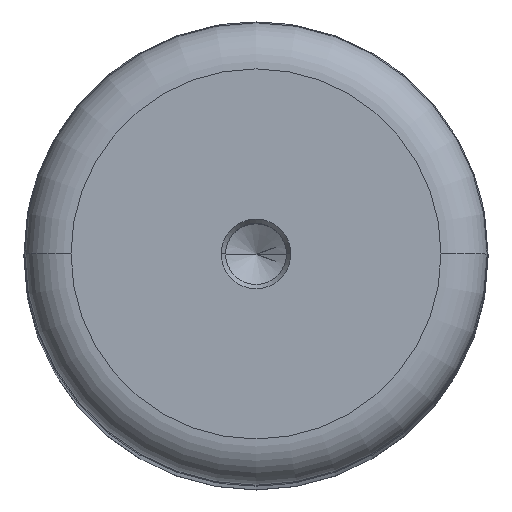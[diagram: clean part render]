
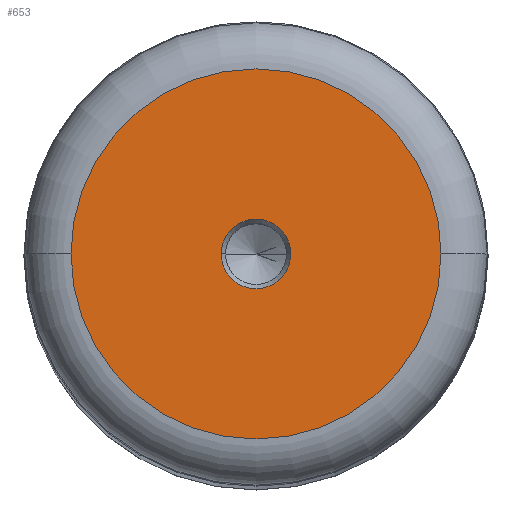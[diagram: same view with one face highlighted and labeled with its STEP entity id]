
A CAD part, top view. The second image highlights one B-rep face of the part: STEP entity #653.
In plain terms, the highlighted planar face has unit normal (0, 0, 1).
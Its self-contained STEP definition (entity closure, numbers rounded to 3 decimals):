
#60 = AXIS2_PLACEMENT_3D ( 'NONE', #719, #71, #251 ) ;
#64 = FACE_OUTER_BOUND ( 'NONE', #350, .T. ) ;
#71 = DIRECTION ( 'NONE',  ( 0., 0., 1. ) ) ;
#77 = AXIS2_PLACEMENT_3D ( 'NONE', #578, #411, #758 ) ;
#89 = CIRCLE ( 'NONE', #60, 31.897 ) ;
#125 = CARTESIAN_POINT ( 'NONE',  ( -31.897, 0., 400. ) ) ;
#176 = EDGE_CURVE ( 'NONE', #212, #618, #223, .T. ) ;
#178 = ORIENTED_EDGE ( 'NONE', *, *, #372, .T. ) ;
#187 = DIRECTION ( 'NONE',  ( 1., 0., 0. ) ) ;
#203 = AXIS2_PLACEMENT_3D ( 'NONE', #234, #420, #477 ) ;
#209 = AXIS2_PLACEMENT_3D ( 'NONE', #276, #676, #501 ) ;
#212 = VERTEX_POINT ( 'NONE', #296 ) ;
#223 = CIRCLE ( 'NONE', #203, 6. ) ;
#234 = CARTESIAN_POINT ( 'NONE',  ( 0., 0., 400. ) ) ;
#246 = VERTEX_POINT ( 'NONE', #125 ) ;
#251 = DIRECTION ( 'NONE',  ( 1., 0., 0. ) ) ;
#258 = CARTESIAN_POINT ( 'NONE',  ( 31.897, 0., 400. ) ) ;
#276 = CARTESIAN_POINT ( 'NONE',  ( 0., 0., 400. ) ) ;
#296 = CARTESIAN_POINT ( 'NONE',  ( 6., 0., 400. ) ) ;
#306 = EDGE_CURVE ( 'NONE', #328, #246, #474, .T. ) ;
#317 = ORIENTED_EDGE ( 'NONE', *, *, #306, .T. ) ;
#328 = VERTEX_POINT ( 'NONE', #258 ) ;
#342 = PLANE ( 'NONE',  #209 ) ;
#350 = EDGE_LOOP ( 'NONE', ( #317, #178 ) ) ;
#369 = AXIS2_PLACEMENT_3D ( 'NONE', #489, #540, #187 ) ;
#372 = EDGE_CURVE ( 'NONE', #246, #328, #89, .T. ) ;
#373 = CIRCLE ( 'NONE', #77, 6. ) ;
#411 = DIRECTION ( 'NONE',  ( 0., 0., 1. ) ) ;
#420 = DIRECTION ( 'NONE',  ( 0., 0., 1. ) ) ;
#447 = FACE_BOUND ( 'NONE', #741, .T. ) ;
#474 = CIRCLE ( 'NONE', #369, 31.897 ) ;
#477 = DIRECTION ( 'NONE',  ( 1., 0., 0. ) ) ;
#489 = CARTESIAN_POINT ( 'NONE',  ( 0., 0., 400. ) ) ;
#501 = DIRECTION ( 'NONE',  ( 1., 0., 0. ) ) ;
#540 = DIRECTION ( 'NONE',  ( 0., 0., 1. ) ) ;
#555 = ORIENTED_EDGE ( 'NONE', *, *, #735, .F. ) ;
#578 = CARTESIAN_POINT ( 'NONE',  ( 0., 0., 400. ) ) ;
#618 = VERTEX_POINT ( 'NONE', #672 ) ;
#653 = ADVANCED_FACE ( 'NONE', ( #447, #64 ), #342, .T. ) ;
#672 = CARTESIAN_POINT ( 'NONE',  ( -6., 0., 400. ) ) ;
#676 = DIRECTION ( 'NONE',  ( 0., 0., 1. ) ) ;
#719 = CARTESIAN_POINT ( 'NONE',  ( 0., 0., 400. ) ) ;
#722 = ORIENTED_EDGE ( 'NONE', *, *, #176, .F. ) ;
#735 = EDGE_CURVE ( 'NONE', #618, #212, #373, .T. ) ;
#741 = EDGE_LOOP ( 'NONE', ( #722, #555 ) ) ;
#758 = DIRECTION ( 'NONE',  ( 1., 0., 0. ) ) ;
